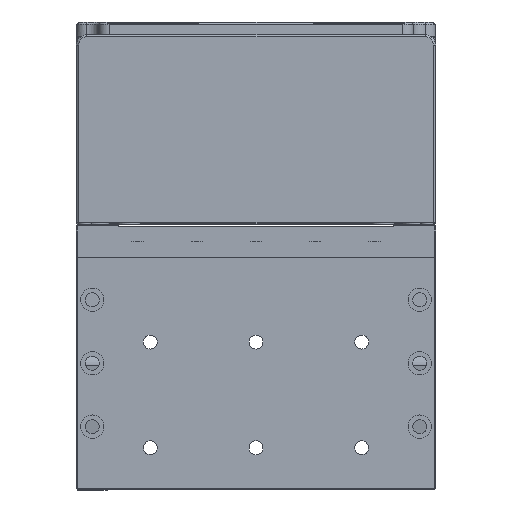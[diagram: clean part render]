
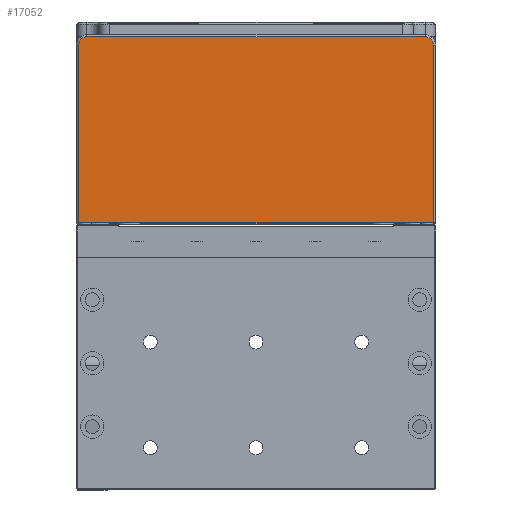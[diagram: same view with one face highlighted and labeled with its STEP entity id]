
A CAD part, front view. The second image highlights one B-rep face of the part: STEP entity #17052.
In plain terms, the highlighted planar face has unit normal (0, -1, 0).
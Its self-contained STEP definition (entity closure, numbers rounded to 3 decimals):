
#1163 = EDGE_CURVE ( 'NONE', #24901, #33866, #27251, .T. ) ;
#1833 = CARTESIAN_POINT ( 'NONE',  ( 1., 5., -11. ) ) ;
#3418 = CARTESIAN_POINT ( 'NONE',  ( 169., 5., -95. ) ) ;
#3589 = DIRECTION ( 'NONE',  ( 1., 0., 0. ) ) ;
#4692 = CIRCLE ( 'NONE', #15591, 4. ) ;
#4928 = EDGE_CURVE ( 'NONE', #19381, #22407, #5512, .T. ) ;
#5512 = LINE ( 'NONE', #30757, #22753 ) ;
#7420 = VECTOR ( 'NONE', #3589, 1000. ) ;
#7590 = PLANE ( 'NONE',  #21625 ) ;
#7742 = CARTESIAN_POINT ( 'NONE',  ( 5., 5., -7. ) ) ;
#8449 = CARTESIAN_POINT ( 'NONE',  ( 165., 5., -7. ) ) ;
#8677 = AXIS2_PLACEMENT_3D ( 'NONE', #13265, #18692, #20080 ) ;
#9434 = EDGE_LOOP ( 'NONE', ( #19490, #9462, #29965, #15730, #12566, #26503 ) ) ;
#9462 = ORIENTED_EDGE ( 'NONE', *, *, #23046, .T. ) ;
#10536 = DIRECTION ( 'NONE',  ( 0., 0., -1. ) ) ;
#11093 = CARTESIAN_POINT ( 'NONE',  ( 169., 5., -11. ) ) ;
#12566 = ORIENTED_EDGE ( 'NONE', *, *, #4928, .T. ) ;
#13265 = CARTESIAN_POINT ( 'NONE',  ( 5., 5., -11. ) ) ;
#14780 = DIRECTION ( 'NONE',  ( 0., 0., 1. ) ) ;
#15591 = AXIS2_PLACEMENT_3D ( 'NONE', #31197, #33802, #34040 ) ;
#15730 = ORIENTED_EDGE ( 'NONE', *, *, #29898, .T. ) ;
#16318 = VECTOR ( 'NONE', #14780, 1000. ) ;
#17052 = ADVANCED_FACE ( 'NONE', ( #33788 ), #7590, .T. ) ;
#17963 = VECTOR ( 'NONE', #10536, 1000. ) ;
#18692 = DIRECTION ( 'NONE',  ( 0., -1., 0. ) ) ;
#19381 = VERTEX_POINT ( 'NONE', #8449 ) ;
#19490 = ORIENTED_EDGE ( 'NONE', *, *, #1163, .T. ) ;
#20080 = DIRECTION ( 'NONE',  ( 1., 0., 0. ) ) ;
#21155 = CARTESIAN_POINT ( 'NONE',  ( 1., 5., -96. ) ) ;
#21258 = CARTESIAN_POINT ( 'NONE',  ( 85., 5., -96. ) ) ;
#21399 = CARTESIAN_POINT ( 'NONE',  ( 1., 5., -95. ) ) ;
#21625 = AXIS2_PLACEMENT_3D ( 'NONE', #21258, #31821, #23859 ) ;
#22407 = VERTEX_POINT ( 'NONE', #7742 ) ;
#22753 = VECTOR ( 'NONE', #25764, 1000. ) ;
#23046 = EDGE_CURVE ( 'NONE', #33866, #26725, #25996, .T. ) ;
#23203 = EDGE_CURVE ( 'NONE', #22407, #24901, #29787, .T. ) ;
#23859 = DIRECTION ( 'NONE',  ( 1., 0., 0. ) ) ;
#24837 = EDGE_CURVE ( 'NONE', #26725, #34430, #30743, .T. ) ;
#24901 = VERTEX_POINT ( 'NONE', #1833 ) ;
#25764 = DIRECTION ( 'NONE',  ( -1., 0., 0. ) ) ;
#25996 = LINE ( 'NONE', #33063, #7420 ) ;
#26503 = ORIENTED_EDGE ( 'NONE', *, *, #23203, .T. ) ;
#26725 = VERTEX_POINT ( 'NONE', #3418 ) ;
#27251 = LINE ( 'NONE', #21155, #17963 ) ;
#29787 = CIRCLE ( 'NONE', #8677, 4. ) ;
#29898 = EDGE_CURVE ( 'NONE', #34430, #19381, #4692, .T. ) ;
#29965 = ORIENTED_EDGE ( 'NONE', *, *, #24837, .T. ) ;
#30743 = LINE ( 'NONE', #33338, #16318 ) ;
#30757 = CARTESIAN_POINT ( 'NONE',  ( 5., 5., -7. ) ) ;
#31197 = CARTESIAN_POINT ( 'NONE',  ( 165., 5., -11. ) ) ;
#31821 = DIRECTION ( 'NONE',  ( 0., -1., 0. ) ) ;
#33063 = CARTESIAN_POINT ( 'NONE',  ( 170., 5., -95. ) ) ;
#33338 = CARTESIAN_POINT ( 'NONE',  ( 169., 5., -11. ) ) ;
#33788 = FACE_OUTER_BOUND ( 'NONE', #9434, .T. ) ;
#33802 = DIRECTION ( 'NONE',  ( 0., -1., 0. ) ) ;
#33866 = VERTEX_POINT ( 'NONE', #21399 ) ;
#34040 = DIRECTION ( 'NONE',  ( 1., 0., 0. ) ) ;
#34430 = VERTEX_POINT ( 'NONE', #11093 ) ;
